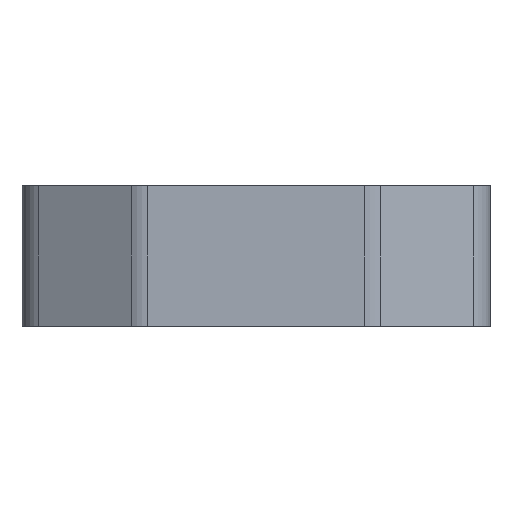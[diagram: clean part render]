
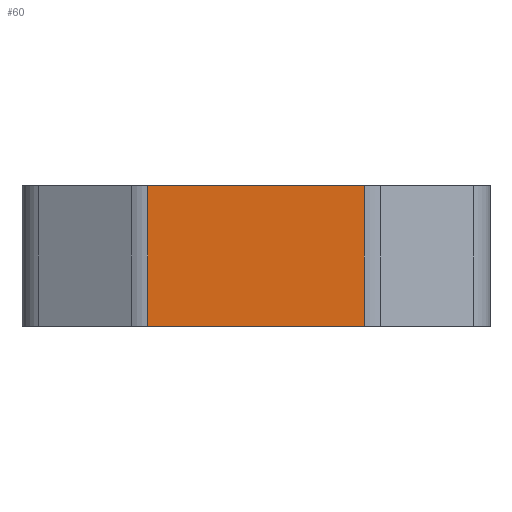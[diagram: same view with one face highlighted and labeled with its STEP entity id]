
A CAD part, left-side view. The second image highlights one B-rep face of the part: STEP entity #60.
In plain terms, the highlighted planar face has unit normal (-1, 0, 0).
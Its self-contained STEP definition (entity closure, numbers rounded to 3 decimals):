
#60 = ADVANCED_FACE ( 'NONE', ( #981 ), #134, .F. ) ;
#64 = CARTESIAN_POINT ( 'NONE',  ( -27., 10., 0. ) ) ;
#76 = DIRECTION ( 'NONE',  ( 0., 1., 0. ) ) ;
#106 = VERTEX_POINT ( 'NONE', #741 ) ;
#109 = VERTEX_POINT ( 'NONE', #2361 ) ;
#134 = PLANE ( 'NONE',  #1352 ) ;
#308 = DIRECTION ( 'NONE',  ( 0., 1., 0. ) ) ;
#354 = EDGE_LOOP ( 'NONE', ( #1451, #2721, #1574, #397 ) ) ;
#362 = EDGE_CURVE ( 'NONE', #106, #109, #2971, .T. ) ;
#397 = ORIENTED_EDGE ( 'NONE', *, *, #362, .T. ) ;
#438 = VERTEX_POINT ( 'NONE', #1486 ) ;
#704 = VECTOR ( 'NONE', #308, 1000. ) ;
#741 = CARTESIAN_POINT ( 'NONE',  ( -27., 58.124, 30. ) ) ;
#866 = DIRECTION ( 'NONE',  ( 0., 0., -1. ) ) ;
#968 = CARTESIAN_POINT ( 'NONE',  ( -27., 11.876, 2. ) ) ;
#981 = FACE_OUTER_BOUND ( 'NONE', #354, .T. ) ;
#994 = CARTESIAN_POINT ( 'NONE',  ( -27., -15., 2. ) ) ;
#1172 = EDGE_CURVE ( 'NONE', #438, #106, #2981, .T. ) ;
#1190 = DIRECTION ( 'NONE',  ( 1., 0., 0. ) ) ;
#1294 = LINE ( 'NONE', #968, #3136 ) ;
#1352 = AXIS2_PLACEMENT_3D ( 'NONE', #994, #1190, #3316 ) ;
#1451 = ORIENTED_EDGE ( 'NONE', *, *, #2052, .F. ) ;
#1474 = EDGE_CURVE ( 'NONE', #1602, #438, #1294, .T. ) ;
#1486 = CARTESIAN_POINT ( 'NONE',  ( -27., 11.876, 30. ) ) ;
#1574 = ORIENTED_EDGE ( 'NONE', *, *, #1172, .T. ) ;
#1602 = VERTEX_POINT ( 'NONE', #3207 ) ;
#2052 = EDGE_CURVE ( 'NONE', #1602, #109, #2758, .T. ) ;
#2076 = VECTOR ( 'NONE', #866, 1000. ) ;
#2361 = CARTESIAN_POINT ( 'NONE',  ( -27., 58.124, 0. ) ) ;
#2407 = VECTOR ( 'NONE', #76, 1000. ) ;
#2434 = CARTESIAN_POINT ( 'NONE',  ( -27., -15., 30. ) ) ;
#2708 = CARTESIAN_POINT ( 'NONE',  ( -27., 58.124, 2. ) ) ;
#2721 = ORIENTED_EDGE ( 'NONE', *, *, #1474, .T. ) ;
#2758 = LINE ( 'NONE', #64, #704 ) ;
#2836 = DIRECTION ( 'NONE',  ( 0., 0., 1. ) ) ;
#2971 = LINE ( 'NONE', #2708, #2076 ) ;
#2981 = LINE ( 'NONE', #2434, #2407 ) ;
#3136 = VECTOR ( 'NONE', #2836, 1000. ) ;
#3207 = CARTESIAN_POINT ( 'NONE',  ( -27., 11.876, 0. ) ) ;
#3316 = DIRECTION ( 'NONE',  ( 0., 1., 0. ) ) ;
